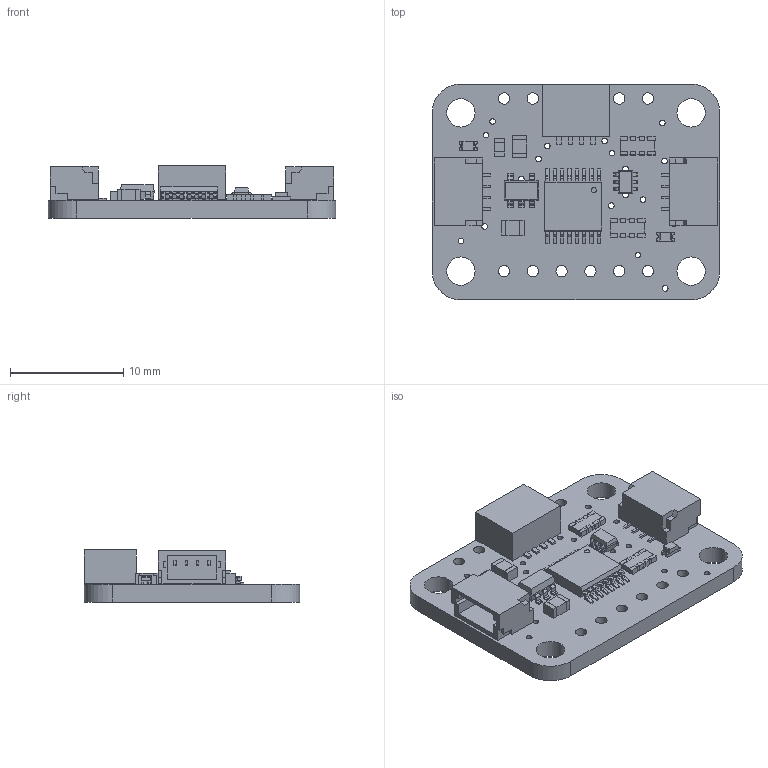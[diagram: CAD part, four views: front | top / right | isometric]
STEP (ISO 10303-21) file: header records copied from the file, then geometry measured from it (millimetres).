
FILE_DESCRIPTION(/* description */ (''),/* implementation_level */ '2;1');
FILE_NAME(/* name */ 'PCB Component.step',/* time_stamp */ '2022-09-27T15:15:50-04:00',/* author */ (''),/* organization */ (''),/* preprocessor_version */ 'ST-DEVELOPER v19',/* originating_system */ 'Autodesk Translation Framework v11.7.0.108',/* authorisation */ '');
FILE_SCHEMA (('AUTOMOTIVE_DESIGN { 1 0 10303 214 3 1 1 }'));
Length unit declared in the file: millimetre
Products named in the file (11): PCB Component; Board; 10uF; AP2112K-3.3; 0.1uF; 10K; BSS138; STEMMA_I2C_QT; RED; TSC2007PW; FPC_4PIN_12969
Assembly tree (14 placements, depth 2):
  PCB Component
    Board
    10uF  x2
    AP2112K-3.3
    0.1uF
    10K  x2
    BSS138
    STEMMA_I2C_QT  x2
    RED  x2
    TSC2007PW
    FPC_4PIN_12969
Bounding box: 25.4 x 19.05 x 4.62 mm (x, y, z)
Volume: 907.5 mm3; surface area: 1888.2 mm2
Topology: 24 solids, 24 shells, 1023 faces, 2793 edges, 1834 vertices
Faces by surface type: plane 837, cylinder 178, bspline 8
Full cylindrical faces by diameter (mm): 0.463 x1, 0.483 x3, 0.5 x28, 1 x10, 2.5 x4
Entity records: 25952 total; most frequent: CARTESIAN_POINT 4484, ORIENTED_EDGE 4348, DIRECTION 4162, EDGE_CURVE 2174, LINE 1818, VECTOR 1818, VERTEX_POINT 1422, AXIS2_PLACEMENT_3D 1172
